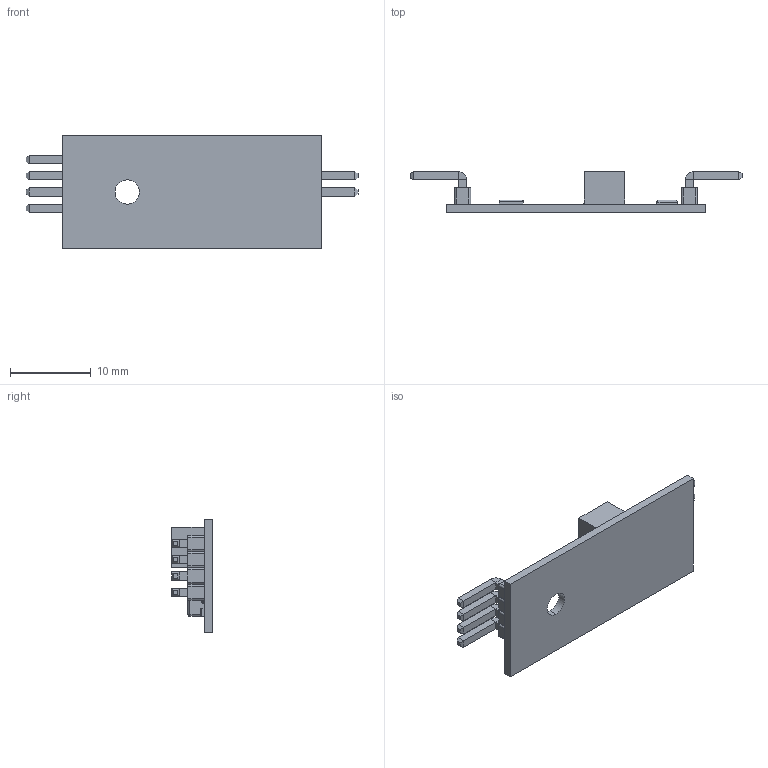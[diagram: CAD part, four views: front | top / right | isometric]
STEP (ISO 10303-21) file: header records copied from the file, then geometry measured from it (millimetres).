
FILE_DESCRIPTION (( 'STEP AP214' ), '1' );
FILE_NAME ('soil sensor.STEP', '2016-05-14T06:22:45', ( '' ), ( '' ), 'SwSTEP 2.0', 'SolidWorks 2016', '' );
FILE_SCHEMA (( 'AUTOMOTIVE_DESIGN' ));
Length unit declared in the file: millimetre
Products named in the file (1): soil sensor
Bounding box: 41 x 5 x 14 mm (x, y, z)
Volume: 669.8 mm3; surface area: 1364.7 mm2
Topology: 1 solids, 1 shells, 341 faces, 790 edges, 448 vertices
Faces by surface type: plane 175, cylinder 114, torus 32, sphere 20
Entity records: 10433 total; most frequent: CARTESIAN_POINT 1680, DIRECTION 1642, ORIENTED_EDGE 1540, EDGE_CURVE 770, AXIS2_PLACEMENT_3D 570, LINE 502, VECTOR 502, VERTEX_POINT 448
